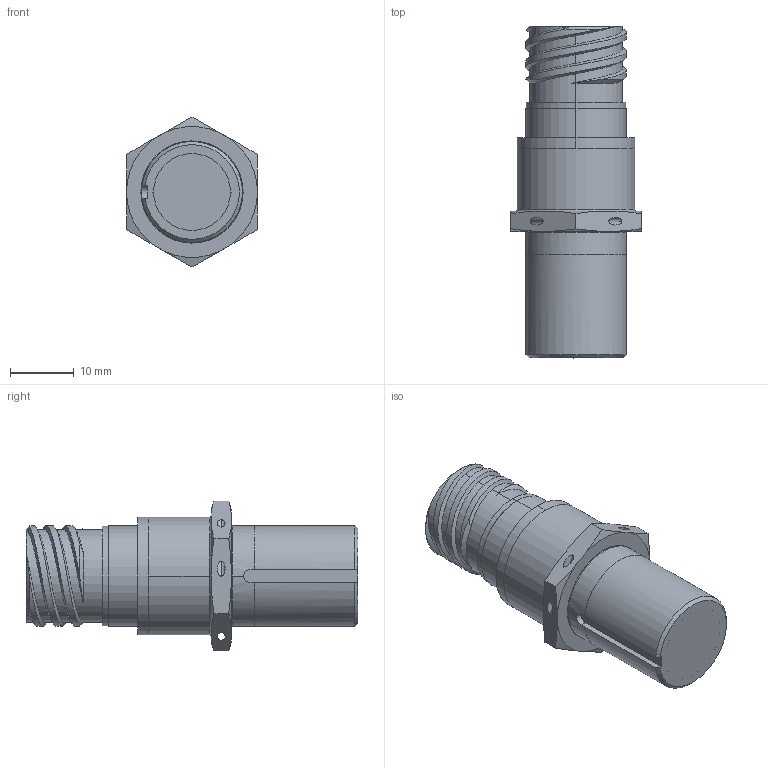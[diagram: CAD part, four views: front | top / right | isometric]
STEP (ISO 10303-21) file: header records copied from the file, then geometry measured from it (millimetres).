
FILE_DESCRIPTION((''),'2;1');
FILE_NAME('84792000_ASM','2017-09-18T',('VALMVR1'),('CROUZET-AUTOMATISMES'),'PRO/ENGINEER BY PARAMETRIC TECHNOLOGY CORPORATION, 2012090','PRO/ENGINEER BY PARAMETRIC TECHNOLOGY CORPORATION, 2012090','');
FILE_SCHEMA(('CONFIG_CONTROL_DESIGN'));
Length unit declared in the file: millimetre
Products named in the file (16): 79238758; 79255694_MONTEE; 79238392; 18563108; 18563176; 17255584; 18186365_F3; 79238609_F1; 15273401; 79238359_ASM; 79238639; 79238757_ASM; 79238756_ASM; 36526167; 79249023; 84792000_ASM
Assembly tree (16 placements, depth 5):
  84792000_ASM
    79238756_ASM
      79238757_ASM
        79238758
        79255694_MONTEE
        79238392
        18563108
        18563176
        17255584
        18186365_F3
        79238609_F1
        79238359_ASM  x2
          15273401
        79238639
    36526167
    79249023
Bounding box: 20.6 x 52.22 x 23.6 mm (x, y, z)
Volume: 5255 mm3; surface area: 8577.2 mm2
Topology: 9 solids, 9 shells, 480 faces, 1182 edges, 743 vertices
Faces by surface type: plane 230, cylinder 133, cone 59, torus 36, bspline 18, sphere 4
Entity records: 16739 total; most frequent: CARTESIAN_POINT 4990, DIRECTION 2475, ORIENTED_EDGE 2364, EDGE_CURVE 1182, AXIS2_PLACEMENT_3D 942, VERTEX_POINT 743, VECTOR 591, LINE 591
